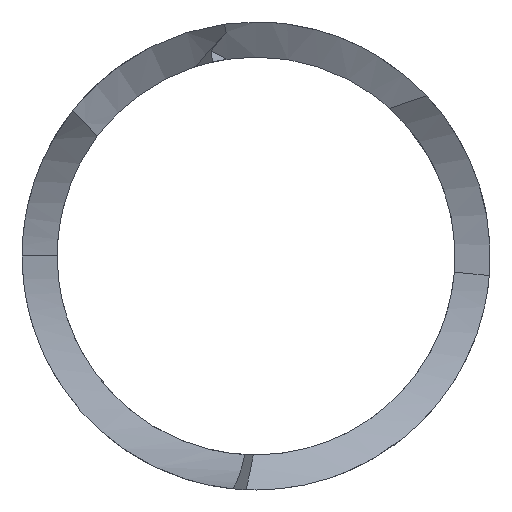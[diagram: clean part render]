
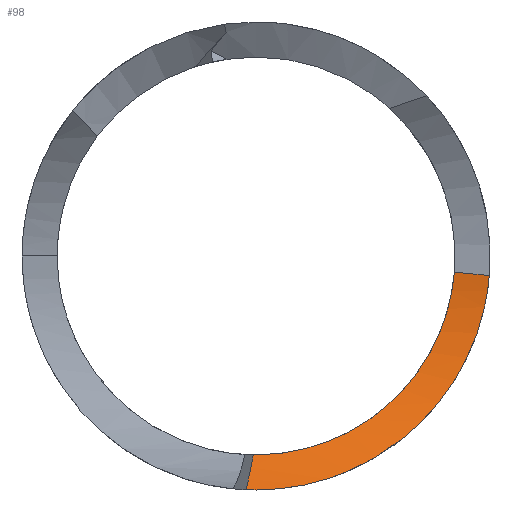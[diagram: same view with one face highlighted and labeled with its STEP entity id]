
A CAD part, front view. The second image highlights one B-rep face of the part: STEP entity #98.
In plain terms, the highlighted cylindrical face has radius 12.5 mm (diameter 25 mm), a partial arc.
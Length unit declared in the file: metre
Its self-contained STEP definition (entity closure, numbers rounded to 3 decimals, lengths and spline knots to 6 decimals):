
#98=ADVANCED_FACE('',(#256),#257,.F.);
#142=EDGE_CURVE('0:52',#323,#324,#325,.T.);
#168=EDGE_CURVE('0:55',#361,#364,#365,.T.);
#180=EDGE_CURVE('',#364,#383,#384,.T.);
#182=EDGE_CURVE('0:56',#361,#323,#386,.T.);
#184=EDGE_CURVE('',#324,#388,#389,.T.);
#256=FACE_OUTER_BOUND('',#459,.T.);
#257=CYLINDRICAL_SURFACE('',#460,0.0125);
#323=VERTEX_POINT('',#605);
#324=VERTEX_POINT('',#606);
#325=B_SPLINE_CURVE_WITH_KNOTS('',5,(#607,#608,#609,#610,#611,#612,#613,#614,#615,#616,#617,#618,#619,#620,#621,#622,#623,#624,#625,#626,#627,#628,#629,#630,#631,#632,#633,#634,#635,#636,#637,#638,#639,#640),.UNSPECIFIED.,.F.,.F.,(6,5,3,3,3,3,5,3,3,6),(0.0,0.599486,3.705655,7.399298,12.18315,17.171561,22.579931,28.622548,33.700711,34.90941),.UNSPECIFIED.);
#361=VERTEX_POINT('',#831);
#364=VERTEX_POINT('',#838);
#365=B_SPLINE_CURVE_WITH_KNOTS('',3,(#839,#840,#841,#842,#843,#844,#845,#846,#847,#848,#849,#850,#851,#852),.UNSPECIFIED.,.F.,.F.,(4,2,2,2,2,2,4),(0.0,4.633463,9.266927,13.90039,18.533854,24.20556,29.877266),.UNSPECIFIED.);
#383=VERTEX_POINT('',#951);
#384=B_SPLINE_CURVE_WITH_KNOTS('',3,(#952,#953,#954,#955,#956,#957,#958,#959,#960,#961,#962,#963,#964,#965),.UNSPECIFIED.,.F.,.F.,(4,2,2,2,2,2,4),(0.0,4.633463,9.266927,13.90039,18.533854,24.20556,29.877266),.UNSPECIFIED.);
#386=CIRCLE('',#968,0.0125);
#388=VERTEX_POINT('',#971);
#389=B_SPLINE_CURVE_WITH_KNOTS('',5,(#972,#973,#974,#975,#976,#977,#978,#979,#980,#981,#982,#983,#984,#985,#986,#987,#988,#989,#990,#991,#992,#993,#994,#995,#996,#997,#998,#999,#1000,#1001,#1002,#1003,#1004,#1005),.UNSPECIFIED.,.F.,.F.,(6,5,3,3,3,3,5,3,3,6),(0.0,0.599486,3.705655,7.399298,12.18315,17.171561,22.579931,28.622548,33.700711,34.90941),.UNSPECIFIED.);
#459=EDGE_LOOP('',(#1409,#1410,#1411,#1412,#1413,#1414));
#460=AXIS2_PLACEMENT_3D('',#1415,#1416,#1417);
#605=CARTESIAN_POINT('',(-1.660424,-0.182498,-0.054991));
#606=CARTESIAN_POINT('',(-1.66,-0.182496,-0.055));
#607=CARTESIAN_POINT('',(-1.660424,-0.182498,-0.054991));
#608=CARTESIAN_POINT('',(-1.660339,-0.1825,-0.054995));
#609=CARTESIAN_POINT('',(-1.660254,-0.182501,-0.054997));
#610=CARTESIAN_POINT('',(-1.66017,-0.1825,-0.054999));
#611=CARTESIAN_POINT('',(-1.660085,-0.182499,-0.055));
#612=CARTESIAN_POINT('',(-1.66,-0.182496,-0.055));
#613=CARTESIAN_POINT('',(-1.659561,-0.182483,-0.055));
#614=CARTESIAN_POINT('',(-1.659123,-0.182438,-0.054976));
#615=CARTESIAN_POINT('',(-1.65869,-0.182364,-0.054928));
#616=CARTESIAN_POINT('',(-1.657763,-0.182153,-0.054774));
#617=CARTESIAN_POINT('',(-1.656881,-0.181853,-0.054521));
#618=CARTESIAN_POINT('',(-1.656418,-0.181672,-0.054355));
#619=CARTESIAN_POINT('',(-1.65539,-0.181232,-0.053918));
#620=CARTESIAN_POINT('',(-1.654444,-0.180756,-0.053349));
#621=CARTESIAN_POINT('',(-1.653936,-0.180486,-0.052988));
#622=CARTESIAN_POINT('',(-1.652956,-0.179947,-0.05217));
#623=CARTESIAN_POINT('',(-1.652105,-0.179457,-0.051191));
#624=CARTESIAN_POINT('',(-1.651708,-0.179228,-0.05065));
#625=CARTESIAN_POINT('',(-1.65097,-0.178806,-0.049442));
#626=CARTESIAN_POINT('',(-1.650444,-0.178528,-0.048089));
#627=CARTESIAN_POINT('',(-1.650235,-0.17843,-0.047353));
#628=CARTESIAN_POINT('',(-1.650099,-0.178384,-0.046596));
#629=CARTESIAN_POINT('',(-1.650035,-0.17839,-0.045834));
#630=CARTESIAN_POINT('',(-1.649964,-0.178397,-0.044983));
#631=CARTESIAN_POINT('',(-1.649983,-0.178468,-0.044124));
#632=CARTESIAN_POINT('',(-1.650096,-0.178604,-0.043279));
#633=CARTESIAN_POINT('',(-1.650457,-0.178955,-0.041778));
#634=CARTESIAN_POINT('',(-1.651075,-0.179453,-0.040413));
#635=CARTESIAN_POINT('',(-1.651406,-0.179704,-0.039822));
#636=CARTESIAN_POINT('',(-1.651868,-0.180036,-0.039136));
#637=CARTESIAN_POINT('',(-1.652393,-0.180382,-0.038506));
#638=CARTESIAN_POINT('',(-1.652496,-0.180448,-0.038387));
#639=CARTESIAN_POINT('',(-1.652601,-0.180515,-0.03827));
#640=CARTESIAN_POINT('',(-1.652709,-0.180582,-0.038156));
#831=CARTESIAN_POINT('',(-1.660124,-0.180833,-0.053499));
#838=CARTESIAN_POINT('',(-1.66,-0.180835,-0.0535));
#839=CARTESIAN_POINT('',(-1.660124,-0.180833,-0.053499));
#840=CARTESIAN_POINT('',(-1.659032,-0.180855,-0.053515));
#841=CARTESIAN_POINT('',(-1.657944,-0.180672,-0.053315));
#842=CARTESIAN_POINT('',(-1.655969,-0.180126,-0.052558));
#843=CARTESIAN_POINT('',(-1.655074,-0.179771,-0.052005));
#844=CARTESIAN_POINT('',(-1.653529,-0.179107,-0.050609));
#845=CARTESIAN_POINT('',(-1.652879,-0.178796,-0.049763));
#846=CARTESIAN_POINT('',(-1.651921,-0.178361,-0.047849));
#847=CARTESIAN_POINT('',(-1.651617,-0.17824,-0.046781));
#848=CARTESIAN_POINT('',(-1.651419,-0.178259,-0.04436));
#849=CARTESIAN_POINT('',(-1.651635,-0.178466,-0.043011));
#850=CARTESIAN_POINT('',(-1.652608,-0.179116,-0.040607));
#851=CARTESIAN_POINT('',(-1.653356,-0.179555,-0.039547));
#852=CARTESIAN_POINT('',(-1.654303,-0.179957,-0.038692));
#951=CARTESIAN_POINT('',(-1.651528,-0.178248,-0.045692));
#952=CARTESIAN_POINT('',(-1.660124,-0.180833,-0.053499));
#953=CARTESIAN_POINT('',(-1.659032,-0.180855,-0.053515));
#954=CARTESIAN_POINT('',(-1.657944,-0.180672,-0.053315));
#955=CARTESIAN_POINT('',(-1.655969,-0.180126,-0.052558));
#956=CARTESIAN_POINT('',(-1.655074,-0.179771,-0.052005));
#957=CARTESIAN_POINT('',(-1.653529,-0.179107,-0.050609));
#958=CARTESIAN_POINT('',(-1.652879,-0.178796,-0.049763));
#959=CARTESIAN_POINT('',(-1.651921,-0.178361,-0.047849));
#960=CARTESIAN_POINT('',(-1.651617,-0.17824,-0.046781));
#961=CARTESIAN_POINT('',(-1.651419,-0.178259,-0.04436));
#962=CARTESIAN_POINT('',(-1.651635,-0.178466,-0.043011));
#963=CARTESIAN_POINT('',(-1.652608,-0.179116,-0.040607));
#964=CARTESIAN_POINT('',(-1.653356,-0.179555,-0.039547));
#965=CARTESIAN_POINT('',(-1.654303,-0.179957,-0.038692));
#968=AXIS2_PLACEMENT_3D('',#1565,#1566,#1567);
#971=CARTESIAN_POINT('',(-1.650035,-0.17839,-0.045834));
#972=CARTESIAN_POINT('',(-1.660424,-0.182498,-0.054991));
#973=CARTESIAN_POINT('',(-1.660339,-0.1825,-0.054995));
#974=CARTESIAN_POINT('',(-1.660254,-0.182501,-0.054997));
#975=CARTESIAN_POINT('',(-1.66017,-0.1825,-0.054999));
#976=CARTESIAN_POINT('',(-1.660085,-0.182499,-0.055));
#977=CARTESIAN_POINT('',(-1.66,-0.182496,-0.055));
#978=CARTESIAN_POINT('',(-1.659561,-0.182483,-0.055));
#979=CARTESIAN_POINT('',(-1.659123,-0.182438,-0.054976));
#980=CARTESIAN_POINT('',(-1.65869,-0.182364,-0.054928));
#981=CARTESIAN_POINT('',(-1.657763,-0.182153,-0.054774));
#982=CARTESIAN_POINT('',(-1.656881,-0.181853,-0.054521));
#983=CARTESIAN_POINT('',(-1.656418,-0.181672,-0.054355));
#984=CARTESIAN_POINT('',(-1.65539,-0.181232,-0.053918));
#985=CARTESIAN_POINT('',(-1.654444,-0.180756,-0.053349));
#986=CARTESIAN_POINT('',(-1.653936,-0.180486,-0.052988));
#987=CARTESIAN_POINT('',(-1.652956,-0.179947,-0.05217));
#988=CARTESIAN_POINT('',(-1.652105,-0.179457,-0.051191));
#989=CARTESIAN_POINT('',(-1.651708,-0.179228,-0.05065));
#990=CARTESIAN_POINT('',(-1.65097,-0.178806,-0.049442));
#991=CARTESIAN_POINT('',(-1.650444,-0.178528,-0.048089));
#992=CARTESIAN_POINT('',(-1.650235,-0.17843,-0.047353));
#993=CARTESIAN_POINT('',(-1.650099,-0.178384,-0.046596));
#994=CARTESIAN_POINT('',(-1.650035,-0.17839,-0.045834));
#995=CARTESIAN_POINT('',(-1.649964,-0.178397,-0.044983));
#996=CARTESIAN_POINT('',(-1.649983,-0.178468,-0.044124));
#997=CARTESIAN_POINT('',(-1.650096,-0.178604,-0.043279));
#998=CARTESIAN_POINT('',(-1.650457,-0.178955,-0.041778));
#999=CARTESIAN_POINT('',(-1.651075,-0.179453,-0.040413));
#1000=CARTESIAN_POINT('',(-1.651406,-0.179704,-0.039822));
#1001=CARTESIAN_POINT('',(-1.651868,-0.180036,-0.039136));
#1002=CARTESIAN_POINT('',(-1.652393,-0.180382,-0.038506));
#1003=CARTESIAN_POINT('',(-1.652496,-0.180448,-0.038387));
#1004=CARTESIAN_POINT('',(-1.652601,-0.180515,-0.03827));
#1005=CARTESIAN_POINT('',(-1.652709,-0.180582,-0.038156));
#1409=ORIENTED_EDGE('',*,*,#1583,.F.);
#1410=ORIENTED_EDGE('',*,*,#180,.F.);
#1411=ORIENTED_EDGE('',*,*,#168,.F.);
#1412=ORIENTED_EDGE('',*,*,#182,.T.);
#1413=ORIENTED_EDGE('',*,*,#142,.T.);
#1414=ORIENTED_EDGE('',*,*,#184,.T.);
#1415=CARTESIAN_POINT('',(-1.594276,-0.196241,-0.051241));
#1416=DIRECTION('',(-0.991,0.094,0.094));
#1417=DIRECTION('',(-0.095,-0.996,0.));
#1565=CARTESIAN_POINT('',(-1.660184,-0.189983,-0.044983));
#1566=DIRECTION('',(-0.991,0.094,0.094));
#1567=DIRECTION('',(-0.095,-0.996,0.));
#1583=EDGE_CURVE('',#383,#388,#1610,.T.);
#1610=LINE('',#1641,#1642);
#1641=CARTESIAN_POINT('',(-1.654849,-0.177933,-0.045377));
#1642=VECTOR('',#1668,1.0);
#1668=DIRECTION('',(0.991,-0.094,-0.094));
